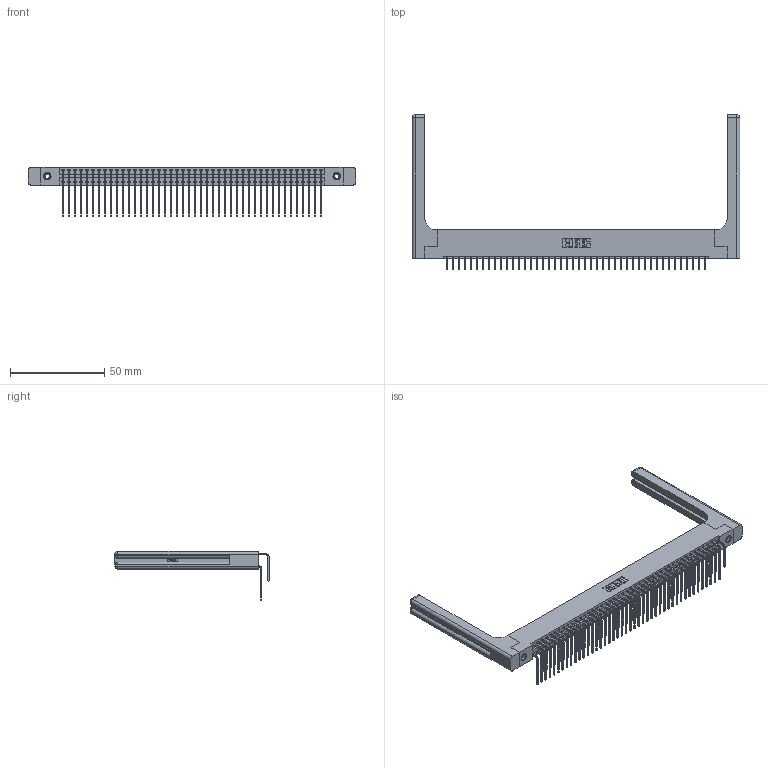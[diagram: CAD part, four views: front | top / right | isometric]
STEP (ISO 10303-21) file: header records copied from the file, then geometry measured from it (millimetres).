
FILE_DESCRIPTION (( 'STEP AP203' ), '1' );
FILE_NAME ('396-088-559-258.STEP', '2019-11-03T14:03:51', ( '' ), ( '' ), 'SwSTEP 2.0', 'SolidWorks 2016', '' );
FILE_SCHEMA (( 'CONFIG_CONTROL_DESIGN' ));
Length unit declared in the file: inch
Products named in the file (6): 345-292-001_558 559 Tail - 1; 346-220-058_345-220-058; 345-292-001_559 Tail - 2; 346 Part_Flush Mounting Lugs - 0.156 Dia-TH; 345-250-001_345-250-001-102; 396-088-559-258
Assembly tree (93 placements, depth 2):
  396-088-559-258
    346 Part_Flush Mounting Lugs - 0.156 Dia-TH
    345-292-001_558 559 Tail - 1  x44
    345-292-001_559 Tail - 2  x44
    345-250-001_345-250-001-102  x2
    346-220-058_345-220-058  x2
Bounding box: 173.76 x 81.85 x 26.16 mm (x, y, z)
Volume: 24961.3 mm3; surface area: 31449.3 mm2
Topology: 93 solids, 93 shells, 5130 faces, 15163 edges, 9970 vertices
Faces by surface type: plane 3480, cylinder 1590, bspline 36, cone 12, sphere 8, torus 4
Entity records: 35412 total; most frequent: CARTESIAN_POINT 6892, ORIENTED_EDGE 5572, DIRECTION 5030, EDGE_CURVE 2786, VECTOR 2346, LINE 2346, VERTEX_POINT 1846, AXIS2_PLACEMENT_3D 1342
